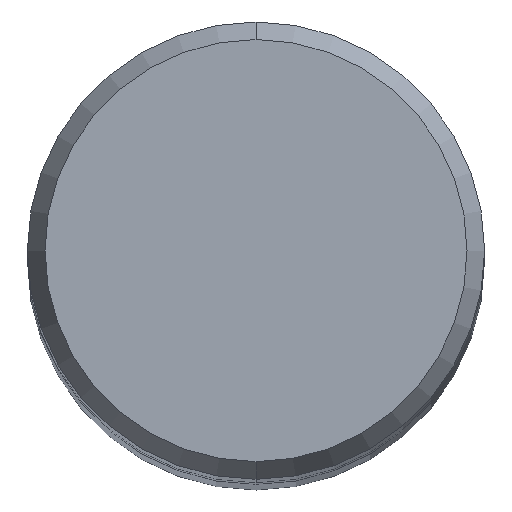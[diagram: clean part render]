
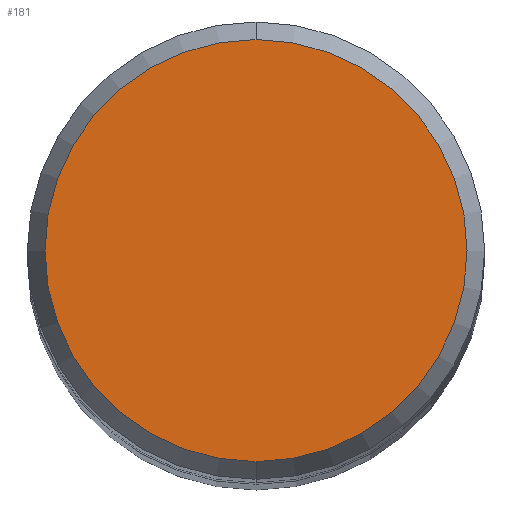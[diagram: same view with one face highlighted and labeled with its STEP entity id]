
A CAD part, top view. The second image highlights one B-rep face of the part: STEP entity #181.
In plain terms, the highlighted planar face has unit normal (0, 0, 1).
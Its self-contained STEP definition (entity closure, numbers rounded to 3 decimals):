
#121=VERTEX_POINT('',#272);
#123=EDGE_CURVE('',#219,#121,#274,.T.);
#181=ADVANCED_FACE('',(#342),#343,.T.);
#209=EDGE_CURVE('',#121,#219,#374,.T.);
#219=VERTEX_POINT('',#387);
#272=CARTESIAN_POINT('',(0.0,5.498,0.0));
#274=CIRCLE('',#442,5.498);
#342=FACE_OUTER_BOUND('',#522,.T.);
#343=PLANE('',#523);
#374=CIRCLE('',#567,5.498);
#387=CARTESIAN_POINT('',(0.,-5.498,0.0));
#442=AXIS2_PLACEMENT_3D('',#615,#616,#617);
#522=EDGE_LOOP('',(#717,#718));
#523=AXIS2_PLACEMENT_3D('',#719,#720,#721);
#567=AXIS2_PLACEMENT_3D('',#761,#762,#763);
#615=CARTESIAN_POINT('',(0.0,0.0,0.0));
#616=DIRECTION('',(0.0,0.0,-1.0));
#617=DIRECTION('',(0.0,1.0,0.0));
#717=ORIENTED_EDGE('',*,*,#209,.F.);
#718=ORIENTED_EDGE('',*,*,#123,.F.);
#719=CARTESIAN_POINT('',(0.0,2.749,0.0));
#720=DIRECTION('',(-0.0,0.0,1.0));
#721=DIRECTION('',(0.0,-1.0,0.0));
#761=CARTESIAN_POINT('',(0.0,0.0,0.0));
#762=DIRECTION('',(0.0,0.0,-1.0));
#763=DIRECTION('',(0.0,1.0,0.0));
